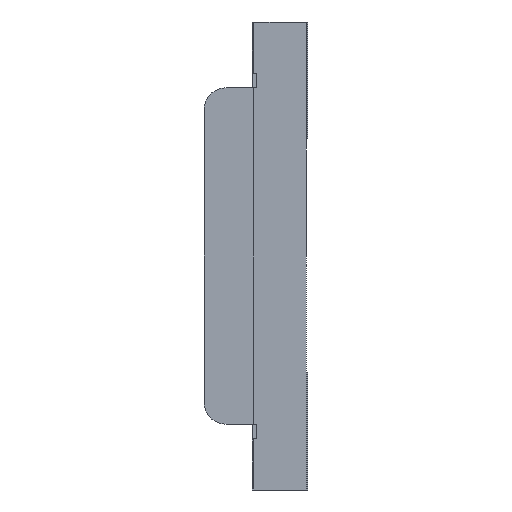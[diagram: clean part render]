
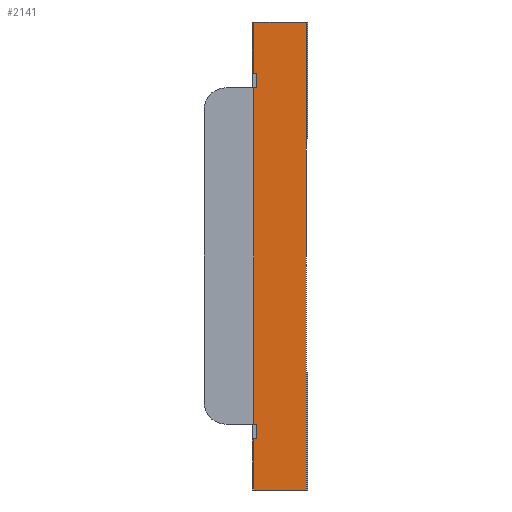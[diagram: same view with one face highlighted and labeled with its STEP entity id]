
A CAD part, left-side view. The second image highlights one B-rep face of the part: STEP entity #2141.
In plain terms, the highlighted planar face has unit normal (-1, 0, 0).
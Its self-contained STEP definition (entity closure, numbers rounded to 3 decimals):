
#43 = CARTESIAN_POINT ( 'NONE',  ( -0.8, 0.17, 0.575 ) ) ;
#91 = CARTESIAN_POINT ( 'NONE',  ( -0.8, 0., 0.8 ) ) ;
#111 = DIRECTION ( 'NONE',  ( 0., 0., 1. ) ) ;
#165 = EDGE_CURVE ( 'NONE', #941, #3448, #1227, .T. ) ;
#226 = CARTESIAN_POINT ( 'NONE',  ( -0.8, 0., -0.8 ) ) ;
#335 = VERTEX_POINT ( 'NONE', #3753 ) ;
#353 = VERTEX_POINT ( 'NONE', #1272 ) ;
#369 = LINE ( 'NONE', #890, #3910 ) ;
#384 = EDGE_CURVE ( 'NONE', #3448, #353, #369, .T. ) ;
#436 = CARTESIAN_POINT ( 'NONE',  ( -0.8, 0.18, 0.8 ) ) ;
#469 = ORIENTED_EDGE ( 'NONE', *, *, #165, .F. ) ;
#476 = DIRECTION ( 'NONE',  ( 0., 0., 1. ) ) ;
#515 = CARTESIAN_POINT ( 'NONE',  ( -0.8, 0.17, -0.575 ) ) ;
#522 = EDGE_CURVE ( 'NONE', #941, #1262, #1420, .T. ) ;
#542 = ORIENTED_EDGE ( 'NONE', *, *, #4309, .F. ) ;
#647 = EDGE_CURVE ( 'NONE', #1744, #2128, #3491, .T. ) ;
#749 = VECTOR ( 'NONE', #2511, 1000. ) ;
#769 = VECTOR ( 'NONE', #476, 1000. ) ;
#781 = ORIENTED_EDGE ( 'NONE', *, *, #2675, .T. ) ;
#826 = DIRECTION ( 'NONE',  ( 0., 0., 1. ) ) ;
#876 = LINE ( 'NONE', #926, #749 ) ;
#890 = CARTESIAN_POINT ( 'NONE',  ( -0.8, 0.17, -0.575 ) ) ;
#903 = ORIENTED_EDGE ( 'NONE', *, *, #522, .T. ) ;
#926 = CARTESIAN_POINT ( 'NONE',  ( -0.8, 0.17, 0.575 ) ) ;
#927 = FACE_OUTER_BOUND ( 'NONE', #5070, .T. ) ;
#941 = VERTEX_POINT ( 'NONE', #1788 ) ;
#1002 = DIRECTION ( 'NONE',  ( 0., 0., 1. ) ) ;
#1063 = VERTEX_POINT ( 'NONE', #2595 ) ;
#1128 = ORIENTED_EDGE ( 'NONE', *, *, #647, .F. ) ;
#1190 = LINE ( 'NONE', #91, #3061 ) ;
#1208 = EDGE_CURVE ( 'NONE', #1063, #2751, #4592, .T. ) ;
#1227 = LINE ( 'NONE', #3622, #3791 ) ;
#1262 = VERTEX_POINT ( 'NONE', #4570 ) ;
#1272 = CARTESIAN_POINT ( 'NONE',  ( -0.8, 0.18, -0.575 ) ) ;
#1318 = ORIENTED_EDGE ( 'NONE', *, *, #1864, .F. ) ;
#1341 = DIRECTION ( 'NONE',  ( 0., -1., 0. ) ) ;
#1369 = ORIENTED_EDGE ( 'NONE', *, *, #3523, .T. ) ;
#1417 = LINE ( 'NONE', #1578, #3426 ) ;
#1420 = LINE ( 'NONE', #4141, #3428 ) ;
#1578 = CARTESIAN_POINT ( 'NONE',  ( -0.8, 0.17, 0.625 ) ) ;
#1583 = ORIENTED_EDGE ( 'NONE', *, *, #384, .F. ) ;
#1744 = VERTEX_POINT ( 'NONE', #2888 ) ;
#1788 = CARTESIAN_POINT ( 'NONE',  ( -0.8, 0.17, -0.625 ) ) ;
#1864 = EDGE_CURVE ( 'NONE', #2952, #1744, #1417, .T. ) ;
#1952 = CARTESIAN_POINT ( 'NONE',  ( -0.8, 0.18, -0.8 ) ) ;
#2026 = ORIENTED_EDGE ( 'NONE', *, *, #3144, .F. ) ;
#2064 = VECTOR ( 'NONE', #1002, 1000. ) ;
#2128 = VERTEX_POINT ( 'NONE', #5046 ) ;
#2141 = ADVANCED_FACE ( 'NONE', ( #927 ), #2670, .F. ) ;
#2206 = ORIENTED_EDGE ( 'NONE', *, *, #1208, .F. ) ;
#2294 = CARTESIAN_POINT ( 'NONE',  ( -0.8, 0.18, 0.8 ) ) ;
#2315 = LINE ( 'NONE', #4970, #2064 ) ;
#2511 = DIRECTION ( 'NONE',  ( 0., 1., 0. ) ) ;
#2532 = CARTESIAN_POINT ( 'NONE',  ( -0.8, 0.18, 0.8 ) ) ;
#2595 = CARTESIAN_POINT ( 'NONE',  ( -0.8, 0.18, 0.8 ) ) ;
#2670 = PLANE ( 'NONE',  #4807 ) ;
#2675 = EDGE_CURVE ( 'NONE', #4941, #2751, #1190, .T. ) ;
#2683 = DIRECTION ( 'NONE',  ( 0., 0., -1. ) ) ;
#2751 = VERTEX_POINT ( 'NONE', #2972 ) ;
#2818 = VERTEX_POINT ( 'NONE', #5002 ) ;
#2888 = CARTESIAN_POINT ( 'NONE',  ( -0.8, 0.17, 0.625 ) ) ;
#2952 = VERTEX_POINT ( 'NONE', #43 ) ;
#2972 = CARTESIAN_POINT ( 'NONE',  ( -0.8, 0., 0.8 ) ) ;
#2978 = VECTOR ( 'NONE', #4479, 1000. ) ;
#2988 = DIRECTION ( 'NONE',  ( 0., 1., 0. ) ) ;
#3061 = VECTOR ( 'NONE', #111, 1000. ) ;
#3144 = EDGE_CURVE ( 'NONE', #2128, #1063, #2315, .T. ) ;
#3390 = ORIENTED_EDGE ( 'NONE', *, *, #3809, .F. ) ;
#3426 = VECTOR ( 'NONE', #3581, 1000. ) ;
#3428 = VECTOR ( 'NONE', #4469, 1000. ) ;
#3448 = VERTEX_POINT ( 'NONE', #515 ) ;
#3485 = VECTOR ( 'NONE', #826, 1000. ) ;
#3491 = LINE ( 'NONE', #4862, #2978 ) ;
#3523 = EDGE_CURVE ( 'NONE', #2952, #335, #876, .T. ) ;
#3581 = DIRECTION ( 'NONE',  ( 0., 0., 1. ) ) ;
#3622 = CARTESIAN_POINT ( 'NONE',  ( -0.8, 0.17, -0.625 ) ) ;
#3637 = VECTOR ( 'NONE', #3942, 1000. ) ;
#3753 = CARTESIAN_POINT ( 'NONE',  ( -0.8, 0.18, 0.575 ) ) ;
#3763 = LINE ( 'NONE', #1952, #3637 ) ;
#3791 = VECTOR ( 'NONE', #4362, 1000. ) ;
#3809 = EDGE_CURVE ( 'NONE', #353, #335, #4546, .T. ) ;
#3903 = VECTOR ( 'NONE', #1341, 1000. ) ;
#3910 = VECTOR ( 'NONE', #2988, 1000. ) ;
#3942 = DIRECTION ( 'NONE',  ( 0., -1., 0. ) ) ;
#4069 = LINE ( 'NONE', #4443, #769 ) ;
#4141 = CARTESIAN_POINT ( 'NONE',  ( -0.8, 0.17, -0.625 ) ) ;
#4309 = EDGE_CURVE ( 'NONE', #2818, #1262, #4069, .T. ) ;
#4362 = DIRECTION ( 'NONE',  ( 0., 0., 1. ) ) ;
#4443 = CARTESIAN_POINT ( 'NONE',  ( -0.8, 0.18, 0.8 ) ) ;
#4469 = DIRECTION ( 'NONE',  ( 0., 1., 0. ) ) ;
#4479 = DIRECTION ( 'NONE',  ( 0., 1., 0. ) ) ;
#4546 = LINE ( 'NONE', #436, #3485 ) ;
#4570 = CARTESIAN_POINT ( 'NONE',  ( -0.8, 0.18, -0.625 ) ) ;
#4581 = EDGE_CURVE ( 'NONE', #2818, #4941, #3763, .T. ) ;
#4592 = LINE ( 'NONE', #2532, #3903 ) ;
#4807 = AXIS2_PLACEMENT_3D ( 'NONE', #2294, #5063, #2683 ) ;
#4838 = ORIENTED_EDGE ( 'NONE', *, *, #4581, .T. ) ;
#4862 = CARTESIAN_POINT ( 'NONE',  ( -0.8, 0.17, 0.625 ) ) ;
#4941 = VERTEX_POINT ( 'NONE', #226 ) ;
#4970 = CARTESIAN_POINT ( 'NONE',  ( -0.8, 0.18, 0.8 ) ) ;
#5002 = CARTESIAN_POINT ( 'NONE',  ( -0.8, 0.18, -0.8 ) ) ;
#5046 = CARTESIAN_POINT ( 'NONE',  ( -0.8, 0.18, 0.625 ) ) ;
#5063 = DIRECTION ( 'NONE',  ( 1., 0., 0. ) ) ;
#5070 = EDGE_LOOP ( 'NONE', ( #469, #903, #542, #4838, #781, #2206, #2026, #1128, #1318, #1369, #3390, #1583 ) ) ;
